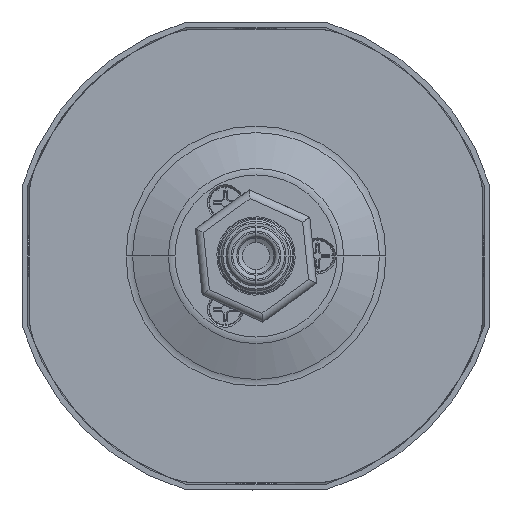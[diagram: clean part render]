
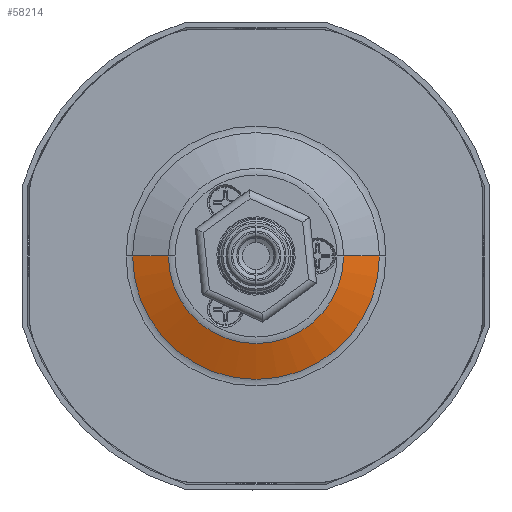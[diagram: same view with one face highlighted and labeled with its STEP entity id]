
A CAD part, front view. The second image highlights one B-rep face of the part: STEP entity #58214.
In plain terms, the highlighted conical face has half-angle 70 degrees and reference radius 13.97 mm.
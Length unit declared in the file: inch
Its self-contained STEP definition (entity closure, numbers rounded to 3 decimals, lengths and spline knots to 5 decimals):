
#53 = EDGE_CURVE ( 'NONE', #34946, #86168, #87227, .T. ) ;
#5548 = ORIENTED_EDGE ( 'NONE', *, *, #21888, .T. ) ;
#5557 = DIRECTION ( 'NONE',  ( -0.94, 0.342, 0. ) ) ;
#8797 = DIRECTION ( 'NONE',  ( 1., 0., 0. ) ) ;
#13726 = LINE ( 'NONE', #34267, #55213 ) ;
#16019 = VERTEX_POINT ( 'NONE', #79952 ) ;
#21580 = CARTESIAN_POINT ( 'NONE',  ( 0., 1.08101, 0. ) ) ;
#21888 = EDGE_CURVE ( 'NONE', #73079, #16019, #13726, .T. ) ;
#28517 = CIRCLE ( 'NONE', #66317, 0.80404 ) ;
#29385 = DIRECTION ( 'NONE',  ( 0., 1., 0. ) ) ;
#32721 = VECTOR ( 'NONE', #59422, 39.37008 ) ;
#32998 = FACE_OUTER_BOUND ( 'NONE', #43823, .T. ) ;
#34267 = CARTESIAN_POINT ( 'NONE',  ( -0.55, 0.98855, 0. ) ) ;
#34432 = CARTESIAN_POINT ( 'NONE',  ( -0.57071, 0.99609, 0. ) ) ;
#34946 = VERTEX_POINT ( 'NONE', #35267 ) ;
#35267 = CARTESIAN_POINT ( 'NONE',  ( 0.57071, 0.99609, 0. ) ) ;
#37117 = DIRECTION ( 'NONE',  ( -1., 0., 0. ) ) ;
#39361 = CARTESIAN_POINT ( 'NONE',  ( 0., 0.98855, 0. ) ) ;
#41653 = DIRECTION ( 'NONE',  ( 0., -1., 0. ) ) ;
#43823 = EDGE_LOOP ( 'NONE', ( #84844, #5548, #53687, #65500 ) ) ;
#44557 = CIRCLE ( 'NONE', #48932, 0.57071 ) ;
#45188 = AXIS2_PLACEMENT_3D ( 'NONE', #39361, #61238, #67178 ) ;
#48438 = EDGE_CURVE ( 'NONE', #34946, #73079, #44557, .T. ) ;
#48932 = AXIS2_PLACEMENT_3D ( 'NONE', #51246, #29385, #37117 ) ;
#51246 = CARTESIAN_POINT ( 'NONE',  ( 0., 0.99609, 0. ) ) ;
#51695 = CARTESIAN_POINT ( 'NONE',  ( 0.55, 0.98855, 0. ) ) ;
#53687 = ORIENTED_EDGE ( 'NONE', *, *, #79703, .T. ) ;
#55213 = VECTOR ( 'NONE', #5557, 39.37008 ) ;
#58214 = ADVANCED_FACE ( 'NONE', ( #32998 ), #84515, .T. ) ;
#59422 = DIRECTION ( 'NONE',  ( 0.94, 0.342, 0. ) ) ;
#61238 = DIRECTION ( 'NONE',  ( 0., 1., 0. ) ) ;
#65276 = CARTESIAN_POINT ( 'NONE',  ( 0.80404, 1.08101, 0. ) ) ;
#65500 = ORIENTED_EDGE ( 'NONE', *, *, #53, .F. ) ;
#66317 = AXIS2_PLACEMENT_3D ( 'NONE', #21580, #41653, #8797 ) ;
#67178 = DIRECTION ( 'NONE',  ( 1., 0., 0. ) ) ;
#73079 = VERTEX_POINT ( 'NONE', #34432 ) ;
#79703 = EDGE_CURVE ( 'NONE', #16019, #86168, #28517, .T. ) ;
#79952 = CARTESIAN_POINT ( 'NONE',  ( -0.80404, 1.08101, 0. ) ) ;
#84515 = CONICAL_SURFACE ( 'NONE', #45188, 0.55, 1.222 ) ;
#84844 = ORIENTED_EDGE ( 'NONE', *, *, #48438, .T. ) ;
#86168 = VERTEX_POINT ( 'NONE', #65276 ) ;
#87227 = LINE ( 'NONE', #51695, #32721 ) ;
